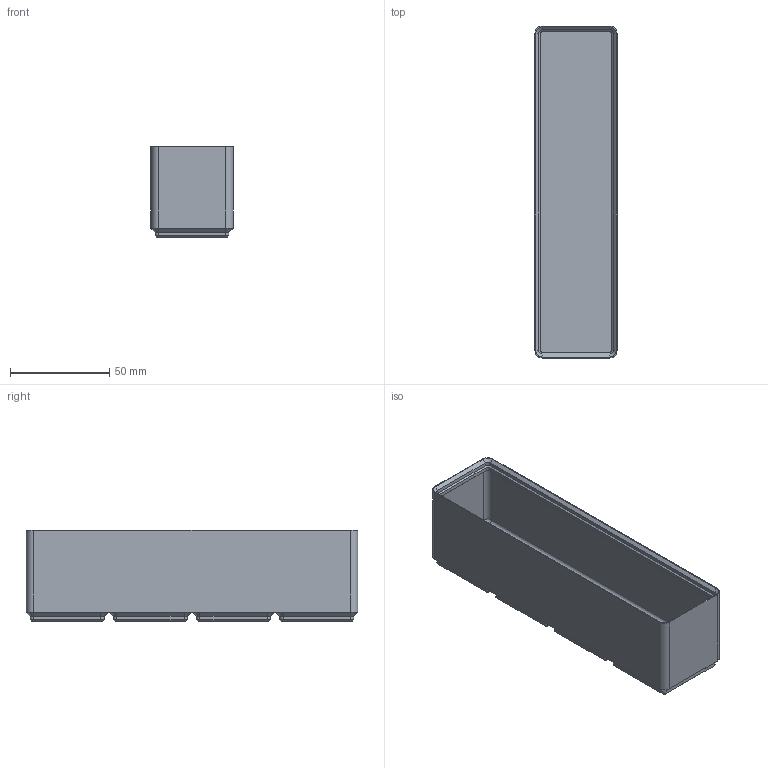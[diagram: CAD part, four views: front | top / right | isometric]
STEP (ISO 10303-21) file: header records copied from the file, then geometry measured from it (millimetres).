
FILE_DESCRIPTION(('FreeCAD Model'),'2;1');
FILE_NAME('Open CASCADE Shape Model','2024-11-04T15:47:04',(''),(''), 'Open CASCADE STEP processor 7.8','FreeCAD','Unknown');
FILE_SCHEMA(('AUTOMOTIVE_DESIGN { 1 0 10303 214 1 1 1 1 }'));
Length unit declared in the file: millimetre
Products named in the file (1): Body003
Bounding box: 41.5 x 167.5 x 46 mm (x, y, z)
Volume: 61377.5 mm3; surface area: 49373 mm2
Topology: 1 solids, 1 shells, 201 faces, 414 edges, 232 vertices
Faces by surface type: plane 101, cylinder 52, cone 44, revolution 4
Full cylindrical faces by diameter (mm): 3 x16
Entity records: 5158 total; most frequent: CARTESIAN_POINT 960, DIRECTION 890, ORIENTED_EDGE 828, EDGE_CURVE 414, AXIS2_PLACEMENT_3D 338, VERTEX_POINT 232, FACE_BOUND 218, EDGE_LOOP 218
